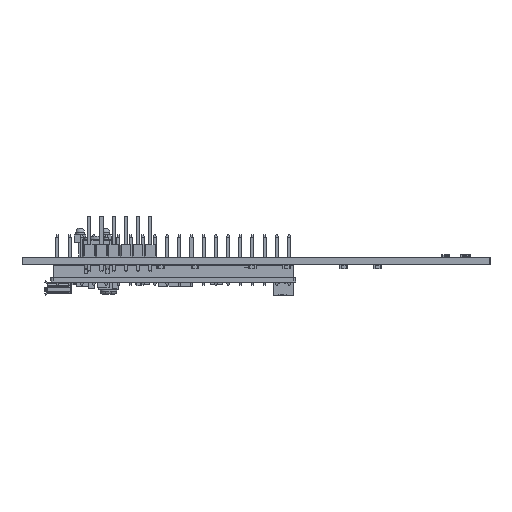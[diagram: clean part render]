
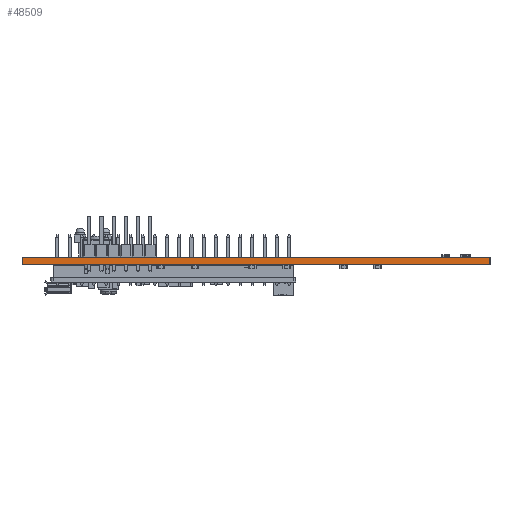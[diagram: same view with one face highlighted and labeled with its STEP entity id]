
A CAD part, left-side view. The second image highlights one B-rep face of the part: STEP entity #48509.
In plain terms, the highlighted planar face has unit normal (-1, 0, 0).
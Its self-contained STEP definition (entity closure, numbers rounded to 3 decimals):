
#43026 = VERTEX_POINT('',#43027);
#43027 = CARTESIAN_POINT('',(-50.,48.75,0.));
#43033 = EDGE_CURVE('',#43034,#43026,#43036,.T.);
#43034 = VERTEX_POINT('',#43035);
#43035 = CARTESIAN_POINT('',(-50.,-48.75,0.));
#43036 = LINE('',#43037,#43038);
#43037 = CARTESIAN_POINT('',(-50.,-48.75,0.));
#43038 = VECTOR('',#43039,1.);
#43039 = DIRECTION('',(0.,1.,0.));
#45754 = VERTEX_POINT('',#45755);
#45755 = CARTESIAN_POINT('',(-50.,48.75,1.51));
#45761 = EDGE_CURVE('',#45762,#45754,#45764,.T.);
#45762 = VERTEX_POINT('',#45763);
#45763 = CARTESIAN_POINT('',(-50.,-48.75,1.51));
#45764 = LINE('',#45765,#45766);
#45765 = CARTESIAN_POINT('',(-50.,-48.75,1.51));
#45766 = VECTOR('',#45767,1.);
#45767 = DIRECTION('',(0.,1.,0.));
#48479 = EDGE_CURVE('',#43026,#45754,#48480,.T.);
#48480 = LINE('',#48481,#48482);
#48481 = CARTESIAN_POINT('',(-50.,48.75,0.));
#48482 = VECTOR('',#48483,1.);
#48483 = DIRECTION('',(0.,0.,1.));
#48509 = ADVANCED_FACE('',(#48510),#48521,.T.);
#48510 = FACE_BOUND('',#48511,.T.);
#48511 = EDGE_LOOP('',(#48512,#48518,#48519,#48520));
#48512 = ORIENTED_EDGE('',*,*,#48513,.T.);
#48513 = EDGE_CURVE('',#43034,#45762,#48514,.T.);
#48514 = LINE('',#48515,#48516);
#48515 = CARTESIAN_POINT('',(-50.,-48.75,0.));
#48516 = VECTOR('',#48517,1.);
#48517 = DIRECTION('',(0.,0.,1.));
#48518 = ORIENTED_EDGE('',*,*,#45761,.T.);
#48519 = ORIENTED_EDGE('',*,*,#48479,.F.);
#48520 = ORIENTED_EDGE('',*,*,#43033,.F.);
#48521 = PLANE('',#48522);
#48522 = AXIS2_PLACEMENT_3D('',#48523,#48524,#48525);
#48523 = CARTESIAN_POINT('',(-50.,-48.75,0.));
#48524 = DIRECTION('',(-1.,0.,0.));
#48525 = DIRECTION('',(0.,1.,0.));
